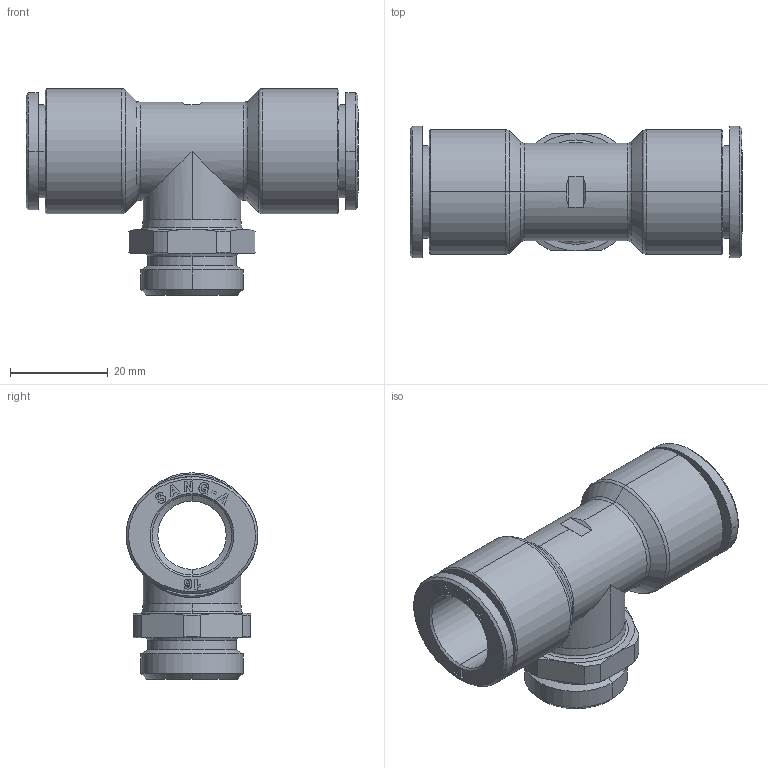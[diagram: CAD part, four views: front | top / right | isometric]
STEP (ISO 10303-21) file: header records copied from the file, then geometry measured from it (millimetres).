
FILE_DESCRIPTION (( 'STEP AP214' ), '1' );
FILE_NAME ('PT16-G04.stp', '2015-10-15T07:48:52', ( '' ), ( '' ), 'SwSTEP 2.0', 'SolidWorks 2015', '' );
FILE_SCHEMA (( 'AUTOMOTIVE_DESIGN' ));
Length unit declared in the file: millimetre
Products named in the file (2): ｦ+ﾃｦ1; PT16-G04
Assembly tree (1 placements, depth 2):
  PT16-G04
    ｦ+ﾃｦ1
Bounding box: 68 x 27 x 42.3 mm (x, y, z)
Volume: 22203.2 mm3; surface area: 12161 mm2
Topology: 1 solids, 1 shells, 536 faces, 1471 edges, 965 vertices
Faces by surface type: plane 375, bspline 64, cylinder 48, cone 43, torus 6
Entity records: 19796 total; most frequent: CARTESIAN_POINT 5786, ORIENTED_EDGE 2938, DIRECTION 2407, EDGE_CURVE 1469, LINE 1139, VECTOR 1139, VERTEX_POINT 965, AXIS2_PLACEMENT_3D 634
